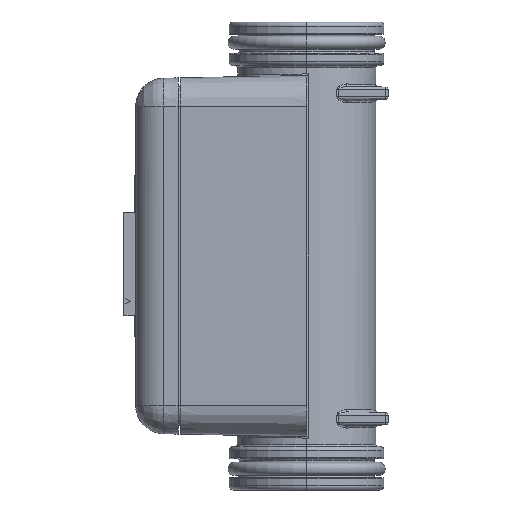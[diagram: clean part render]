
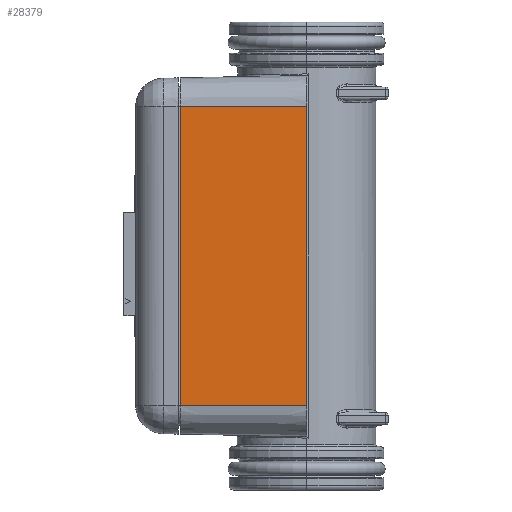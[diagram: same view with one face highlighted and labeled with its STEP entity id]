
A CAD part, left-side view. The second image highlights one B-rep face of the part: STEP entity #28379.
In plain terms, the highlighted planar face has unit normal (-1, 0.018, 0).
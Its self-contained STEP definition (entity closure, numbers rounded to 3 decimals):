
#231 = LINE ( 'NONE', #48257, #57328 ) ;
#2258 = CARTESIAN_POINT ( 'NONE',  ( -13.771, 0., -18.4 ) ) ;
#3046 = DIRECTION ( 'NONE',  ( 0.017, 1., 0. ) ) ;
#4034 = ORIENTED_EDGE ( 'NONE', *, *, #26452, .F. ) ;
#9359 = CARTESIAN_POINT ( 'NONE',  ( -13.5, 15.5, -18.4 ) ) ;
#9949 = VECTOR ( 'NONE', #21998, 1000. ) ;
#12500 = LINE ( 'NONE', #13830, #9949 ) ;
#13830 = CARTESIAN_POINT ( 'NONE',  ( -13.771, 0., -18.4 ) ) ;
#17548 = DIRECTION ( 'NONE',  ( 0.017, 1., 0. ) ) ;
#17618 = CARTESIAN_POINT ( 'NONE',  ( -13.5, 15.5, -18.4 ) ) ;
#21997 = VERTEX_POINT ( 'NONE', #40732 ) ;
#21998 = DIRECTION ( 'NONE',  ( 0., 0., 1. ) ) ;
#26452 = EDGE_CURVE ( 'NONE', #65566, #73131, #56691, .T. ) ;
#28379 = ADVANCED_FACE ( 'NONE', ( #93126 ), #94560, .T. ) ;
#29688 = CARTESIAN_POINT ( 'NONE',  ( -13.5, 15.5, -18.4 ) ) ;
#30537 = EDGE_CURVE ( 'NONE', #73131, #40293, #231, .T. ) ;
#34017 = ORIENTED_EDGE ( 'NONE', *, *, #100142, .T. ) ;
#40293 = VERTEX_POINT ( 'NONE', #90659 ) ;
#40732 = CARTESIAN_POINT ( 'NONE',  ( -13.771, 0., 18.4 ) ) ;
#46020 = DIRECTION ( 'NONE',  ( -1., 0.017, 0. ) ) ;
#48257 = CARTESIAN_POINT ( 'NONE',  ( -13.5, 15.5, -18.4 ) ) ;
#55528 = LINE ( 'NONE', #83932, #74561 ) ;
#56427 = DIRECTION ( 'NONE',  ( 0., 0., 1. ) ) ;
#56691 = LINE ( 'NONE', #9359, #97238 ) ;
#57328 = VECTOR ( 'NONE', #56427, 1000. ) ;
#65566 = VERTEX_POINT ( 'NONE', #2258 ) ;
#73131 = VERTEX_POINT ( 'NONE', #17618 ) ;
#74561 = VECTOR ( 'NONE', #3046, 1000. ) ;
#77489 = ORIENTED_EDGE ( 'NONE', *, *, #30537, .F. ) ;
#83932 = CARTESIAN_POINT ( 'NONE',  ( -13.5, 15.5, 18.4 ) ) ;
#86529 = AXIS2_PLACEMENT_3D ( 'NONE', #29688, #46020, #102663 ) ;
#90659 = CARTESIAN_POINT ( 'NONE',  ( -13.5, 15.5, 18.4 ) ) ;
#91981 = EDGE_CURVE ( 'NONE', #65566, #21997, #12500, .T. ) ;
#93126 = FACE_OUTER_BOUND ( 'NONE', #93997, .T. ) ;
#93829 = ORIENTED_EDGE ( 'NONE', *, *, #91981, .T. ) ;
#93997 = EDGE_LOOP ( 'NONE', ( #4034, #93829, #34017, #77489 ) ) ;
#94560 = PLANE ( 'NONE',  #86529 ) ;
#97238 = VECTOR ( 'NONE', #17548, 1000. ) ;
#100142 = EDGE_CURVE ( 'NONE', #21997, #40293, #55528, .T. ) ;
#102663 = DIRECTION ( 'NONE',  ( -0.017, -1., 0. ) ) ;
